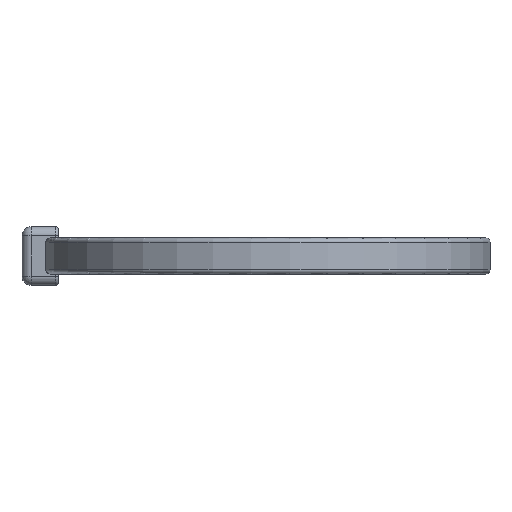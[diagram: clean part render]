
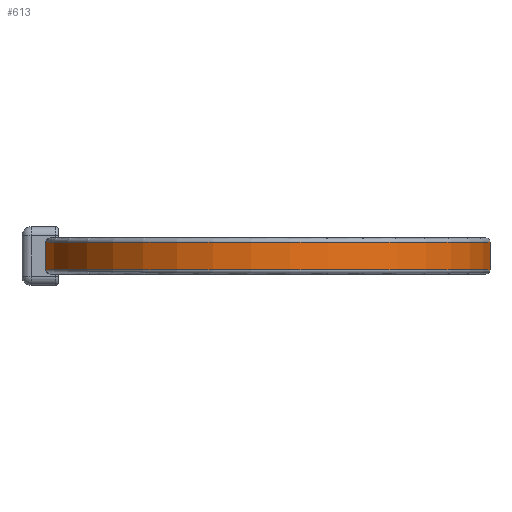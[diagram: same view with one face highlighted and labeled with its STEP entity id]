
A CAD part, front view. The second image highlights one B-rep face of the part: STEP entity #613.
In plain terms, the highlighted cylindrical face has radius 24.75 mm (diameter 49.5 mm), a partial arc.
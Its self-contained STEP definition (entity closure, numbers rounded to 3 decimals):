
#109=LINE('',#971,#143);
#110=LINE('',#975,#144);
#143=VECTOR('',#758,1000.);
#144=VECTOR('',#761,1000.);
#177=ORIENTED_EDGE('',*,*,#349,.T.);
#178=ORIENTED_EDGE('',*,*,#350,.T.);
#179=ORIENTED_EDGE('',*,*,#351,.T.);
#180=ORIENTED_EDGE('',*,*,#352,.T.);
#349=EDGE_CURVE('',#435,#436,#485,.F.);
#350=EDGE_CURVE('',#436,#437,#109,.T.);
#351=EDGE_CURVE('',#437,#438,#486,.T.);
#352=EDGE_CURVE('',#438,#435,#110,.F.);
#435=VERTEX_POINT('',#969);
#436=VERTEX_POINT('',#970);
#437=VERTEX_POINT('',#972);
#438=VERTEX_POINT('',#974);
#485=CIRCLE('',#664,24.75);
#486=CIRCLE('',#665,24.75);
#521=EDGE_LOOP('',(#177,#178,#179,#180));
#559=FACE_BOUND('',#521,.T.);
#597=CYLINDRICAL_SURFACE('',#663,24.75);
#613=ADVANCED_FACE('',(#559),#597,.T.);
#663=AXIS2_PLACEMENT_3D('',#967,#754,#755);
#664=AXIS2_PLACEMENT_3D('',#968,#756,#757);
#665=AXIS2_PLACEMENT_3D('',#973,#759,#760);
#754=DIRECTION('',(0.,0.,-1.));
#755=DIRECTION('',(-1.,0.,0.));
#756=DIRECTION('',(0.,0.,1.));
#757=DIRECTION('',(1.,0.,0.));
#758=DIRECTION('',(0.,0.,-1.));
#759=DIRECTION('',(0.,0.,1.));
#760=DIRECTION('',(1.,0.,0.));
#761=DIRECTION('',(0.,0.,-1.));
#967=CARTESIAN_POINT('',(0.,0.,4.));
#968=CARTESIAN_POINT('',(0.,0.,3.5));
#969=CARTESIAN_POINT('',(-24.597,2.75,3.5));
#970=CARTESIAN_POINT('',(-24.597,-2.75,3.5));
#971=CARTESIAN_POINT('',(-24.597,-2.75,4.));
#972=CARTESIAN_POINT('',(-24.597,-2.75,0.5));
#973=CARTESIAN_POINT('',(0.,0.,0.5));
#974=CARTESIAN_POINT('',(-24.597,2.75,0.5));
#975=CARTESIAN_POINT('',(-24.597,2.75,4.));
